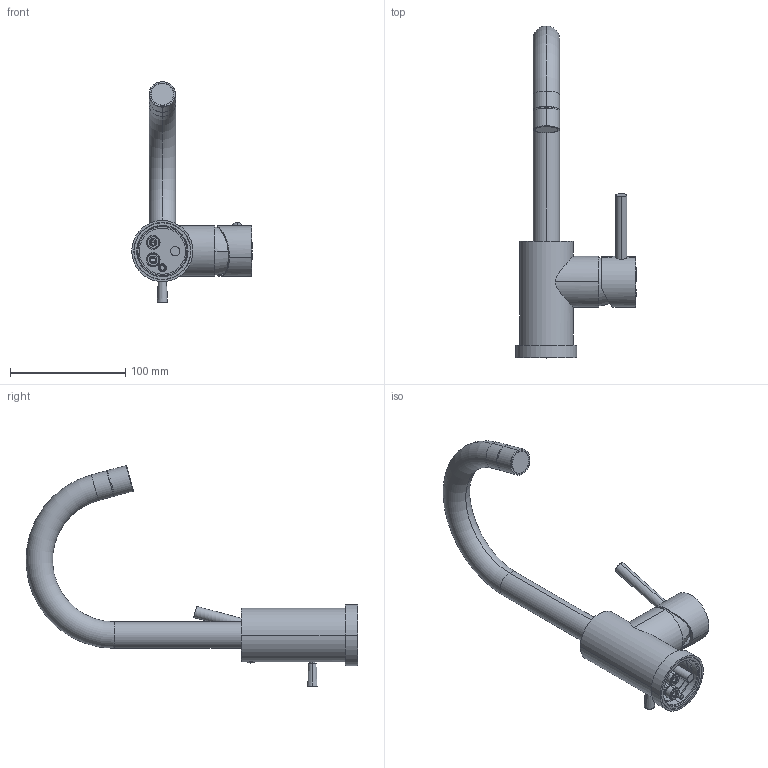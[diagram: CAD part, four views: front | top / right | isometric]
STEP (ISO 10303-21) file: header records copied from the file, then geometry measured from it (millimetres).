
FILE_DESCRIPTION((''),'2;1');
FILE_NAME('BI077CR','2021-11-03T15:37:52',('ut3'),('PAFFONI SpA'),'CREO PARAMETRIC BY PTC INC, 2020044','CREO PARAMETRIC BY PTC INC, 2020044','');
FILE_SCHEMA(('CONFIG_CONTROL_DESIGN','SHAPE_APPEARANCE_LAYERS_GROUPS'));
Length unit declared in the file: millimetre
Products named in the file (1): BI077CR
Bounding box: 104.35 x 287.52 x 191.45 mm (x, y, z)
Volume: 217109.6 mm3; surface area: 122263.5 mm2
Topology: 7 solids, 7 shells, 1271 faces, 3308 edges, 2082 vertices
Faces by surface type: plane 686, cylinder 370, cone 123, torus 80, sphere 10, bspline 2
Entity records: 53840 total; most frequent: CARTESIAN_POINT 13302, ORIENTED_EDGE 6568, DIRECTION 6361, EDGE_CURVE 3284, AXIS2_PLACEMENT_3D 2292, VERTEX_POINT 2082, VECTOR 1777, LINE 1777
